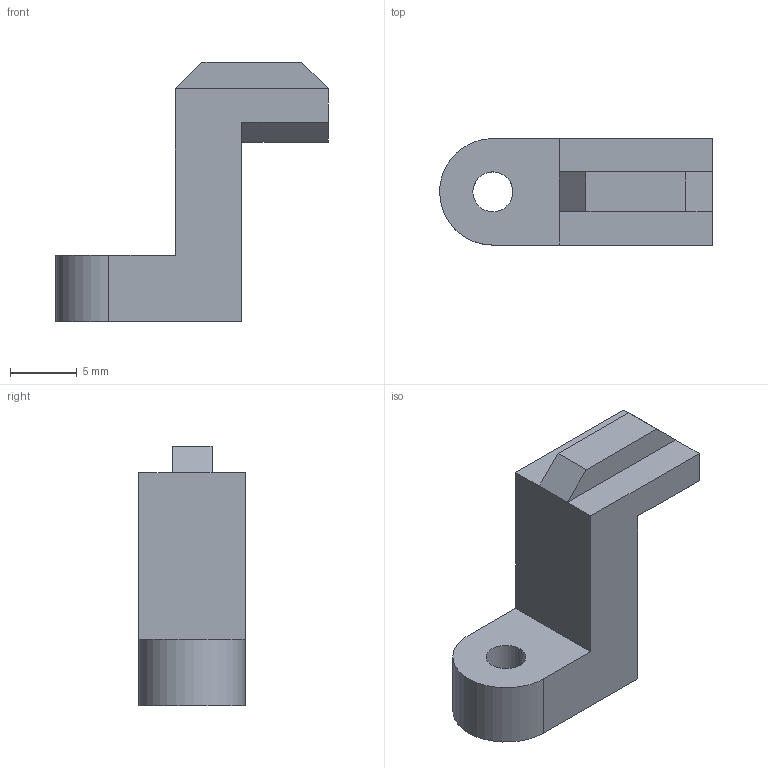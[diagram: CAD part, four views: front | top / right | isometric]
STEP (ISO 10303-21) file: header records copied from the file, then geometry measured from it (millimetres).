
FILE_DESCRIPTION(/* description */ (''),/* implementation_level */ '2;1');
FILE_NAME(/* name */ 'Programming_jig_clamp.step',/* time_stamp */ '2022-07-31T15:10:45-07:00',/* author */ (''),/* organization */ (''),/* preprocessor_version */ 'ST-DEVELOPER v19',/* originating_system */ 'Autodesk Translation Framework v11.7.0.108',/* authorisation */ '');
FILE_SCHEMA (('AUTOMOTIVE_DESIGN { 1 0 10303 214 3 1 1 }'));
Length unit declared in the file: millimetre
Products named in the file (1): Programming_jig_clamp
Bounding box: 20.5 x 8.01 x 19.5 mm (x, y, z)
Volume: 1240.7 mm3; surface area: 958.7 mm2
Topology: 1 solids, 1 shells, 20 faces, 50 edges, 32 vertices
Faces by surface type: plane 18, cylinder 2
Full cylindrical faces by diameter (mm): 3 x1
Entity records: 623 total; most frequent: CARTESIAN_POINT 103, ORIENTED_EDGE 100, DIRECTION 96, EDGE_CURVE 50, LINE 46, VECTOR 46, VERTEX_POINT 32, AXIS2_PLACEMENT_3D 25
